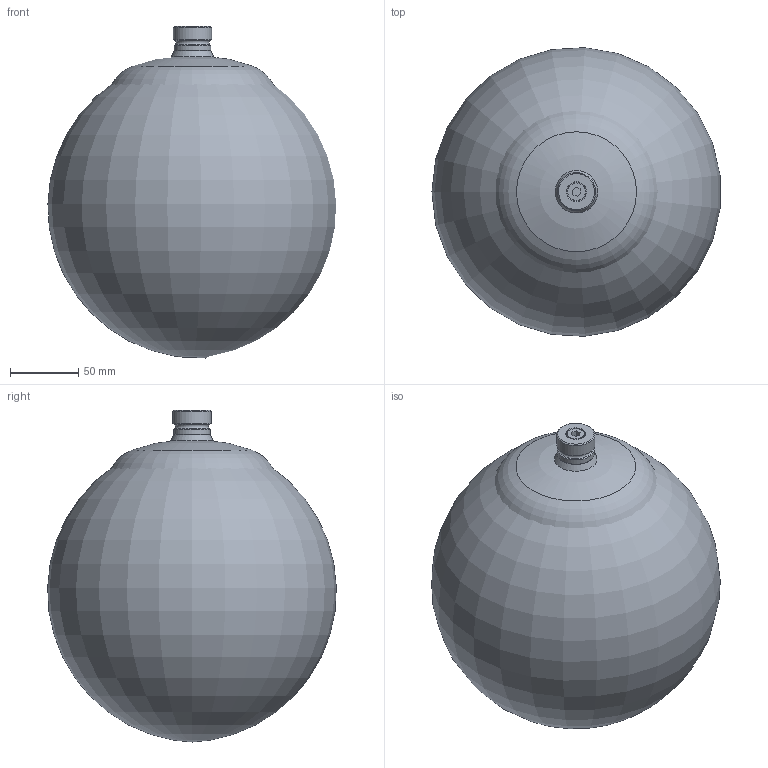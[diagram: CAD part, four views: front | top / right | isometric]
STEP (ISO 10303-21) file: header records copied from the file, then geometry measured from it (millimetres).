
FILE_DESCRIPTION(/* description */ ('Unknown'),/* implementation_level */ '2;1');
FILE_NAME(/* name */ 'AC.20300-001',/* time_stamp */ '2023-07-26T09:09:54+02:00',/* author */ ('Unknown'),/* organization */ ('Unknown'),/* preprocessor_version */ 'ST-DEVELOPER v18.102',/* originating_system */ 'Solid Edge',/* authorisation */ 'Unknown');
FILE_SCHEMA (('AUTOMOTIVE_DESIGN {1 0 10303 214 3 1 1}'));
Length unit declared in the file: millimetre
Products named in the file (7): 847_075.1315.012; A2 for c2 connection_oa_0_1; G S N M28 X 1.5_6; C2 CONNECTION; AMW-0.75-P-350-C-C2-0-M 3D_596_1,088_Fillet 2_oa_1; AMW-0.75-P-350-C-C2-0-M 3D_596_1,088_Fillet 2_oa_2; M8 SCERW_3
Assembly tree (6 placements, depth 2):
  847_075.1315.012
    A2 for c2 connection_oa_0_1
    G S N M28 X 1.5_6
    C2 CONNECTION
    AMW-0.75-P-350-C-C2-0-M 3D_596_1,088_Fillet 2_oa_1
    AMW-0.75-P-350-C-C2-0-M 3D_596_1,088_Fillet 2_oa_2
    M8 SCERW_3
Bounding box: 210.78 x 211.13 x 242.83 mm (x, y, z)
Volume: 3869054.7 mm3; surface area: 215502.7 mm2
Topology: 6 solids, 6 shells, 62 faces, 130 edges, 79 vertices
Faces by surface type: plane 25, cone 19, cylinder 10, torus 6, sphere 2
Full cylindrical faces by diameter (mm): 6.917 x1, 8 x1, 12.85 x1, 14.2 x1, 18.631 x2, 27 x1, 28 x1, 34 x1, 125.5 x1
Entity records: 2004 total; most frequent: CARTESIAN_POINT 321, DIRECTION 257, ORIENTED_EDGE 186, AXIS2_PLACEMENT_3D 113, FACE_BOUND 100, EDGE_LOOP 99, EDGE_CURVE 93, VERTEX_POINT 73
